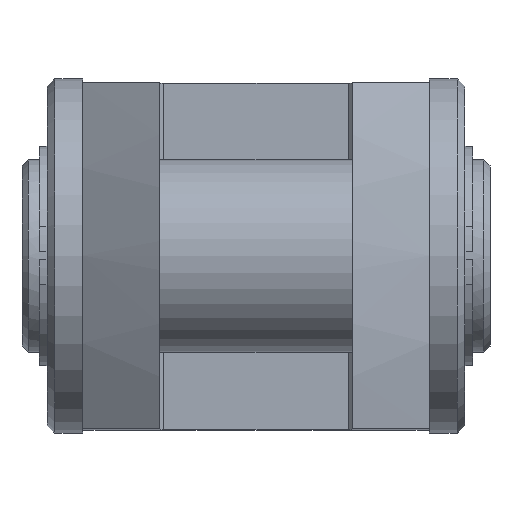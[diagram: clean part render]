
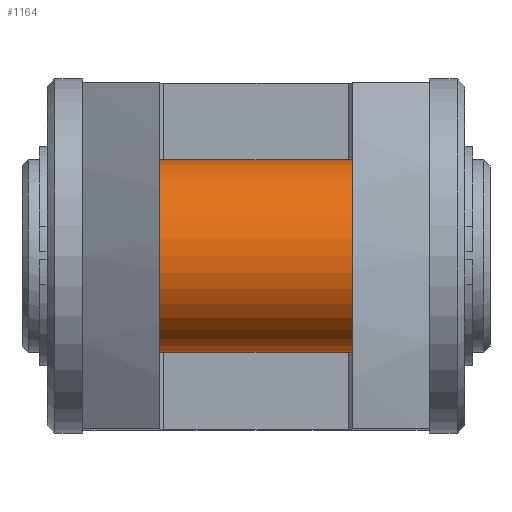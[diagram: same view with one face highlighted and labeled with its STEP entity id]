
A CAD part, top view. The second image highlights one B-rep face of the part: STEP entity #1164.
In plain terms, the highlighted cylindrical face has radius 25 mm (diameter 50 mm), a full revolution.
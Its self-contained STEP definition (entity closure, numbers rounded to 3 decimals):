
#43=CYLINDRICAL_SURFACE('',#1319,25.);
#406=ORIENTED_EDGE('',*,*,#618,.F.);
#407=ORIENTED_EDGE('',*,*,#617,.T.);
#617=EDGE_CURVE('',#744,#744,#817,.T.);
#618=EDGE_CURVE('',#745,#745,#818,.T.);
#744=VERTEX_POINT('',#2055);
#745=VERTEX_POINT('',#2058);
#817=CIRCLE('',#1318,25.);
#818=CIRCLE('',#1320,25.);
#914=EDGE_LOOP('',(#406));
#915=EDGE_LOOP('',(#407));
#1032=FACE_BOUND('',#914,.T.);
#1033=FACE_BOUND('',#915,.T.);
#1164=ADVANCED_FACE('',(#1032,#1033),#43,.T.);
#1318=AXIS2_PLACEMENT_3D('',#2054,#1577,#1578);
#1319=AXIS2_PLACEMENT_3D('',#2056,#1579,#1580);
#1320=AXIS2_PLACEMENT_3D('',#2057,#1581,#1582);
#1577=DIRECTION('',(0.,-1.,0.));
#1578=DIRECTION('',(0.,0.,-1.));
#1579=DIRECTION('',(0.,-1.,0.));
#1580=DIRECTION('',(0.,0.,-1.));
#1581=DIRECTION('',(0.,-1.,0.));
#1582=DIRECTION('',(0.,0.,-1.));
#2054=CARTESIAN_POINT('',(0.,105.75,0.));
#2055=CARTESIAN_POINT('',(0.,105.75,-25.));
#2056=CARTESIAN_POINT('',(0.,0.,0.));
#2057=CARTESIAN_POINT('',(0.,15.75,0.));
#2058=CARTESIAN_POINT('',(0.,15.75,-25.));
